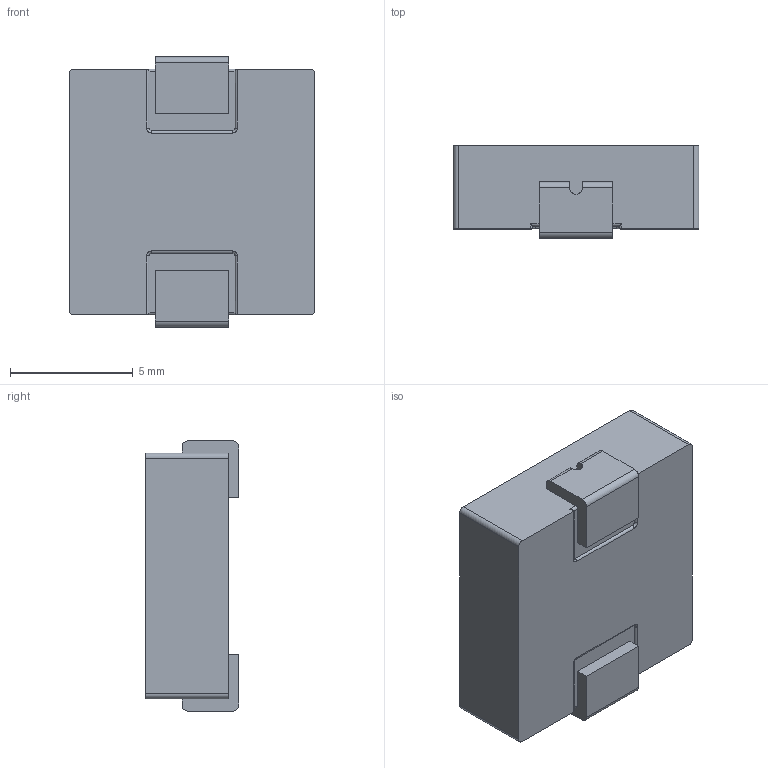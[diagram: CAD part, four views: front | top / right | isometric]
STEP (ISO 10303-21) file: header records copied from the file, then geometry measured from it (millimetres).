
FILE_DESCRIPTION (( 'STEP AP203' ), '1' );
FILE_NAME ('PA4342.STEP', '2017-04-28T05:22:44', ( '' ), ( '' ), 'SwSTEP 2.0', 'SolidWorks 2015', '' );
FILE_SCHEMA (( 'CONFIG_CONTROL_DESIGN' ));
Length unit declared in the file: millimetre
Products named in the file (1): PA4342
Bounding box: 10 x 3.8 x 11 mm (x, y, z)
Volume: 350 mm3; surface area: 355.2 mm2
Topology: 1 solids, 1 shells, 168 faces, 466 edges, 308 vertices
Faces by surface type: plane 92, bspline 46, cylinder 26, torus 4
Entity records: 5675 total; most frequent: CARTESIAN_POINT 1597, ORIENTED_EDGE 932, DIRECTION 656, EDGE_CURVE 466, LINE 322, VECTOR 322, VERTEX_POINT 308, EDGE_LOOP 176
